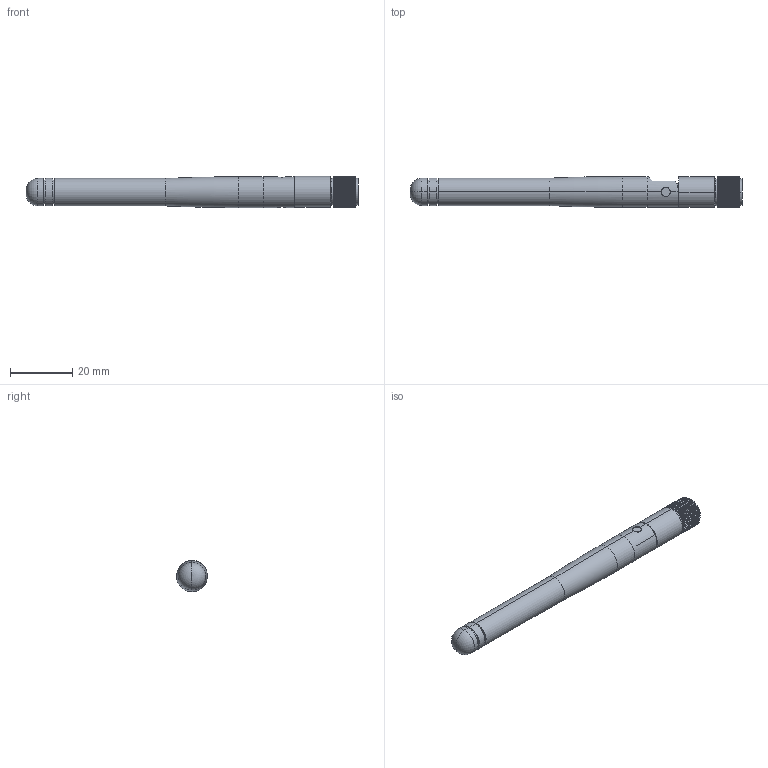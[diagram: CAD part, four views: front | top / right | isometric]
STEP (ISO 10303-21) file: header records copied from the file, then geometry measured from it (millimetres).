
FILE_DESCRIPTION (( 'STEP AP214' ), '1' );
FILE_NAME ('FM51080_3D.step', '2023-01-17T20:50:14', ( '' ), ( '' ), 'SwSTEP 2.0', 'SolidWorks 2022', '' );
FILE_SCHEMA (( 'AUTOMOTIVE_DESIGN' ));
Length unit declared in the file: inch
Products named in the file (4): FM51077-RSP_SWIVEL; FM51080_3D; FM51077-RSP_ANTENNA-lower; FM51077-ANTENNA-upper
Assembly tree (3 placements, depth 2):
  FM51080_3D
    FM51077-RSP_ANTENNA-lower
    FM51077-RSP_SWIVEL
    FM51077-ANTENNA-upper
Bounding box: 106.8 x 9.97 x 10.04 mm (x, y, z)
Volume: 6690.2 mm3; surface area: 4251 mm2
Topology: 3 solids, 3 shells, 313 faces, 835 edges, 539 vertices
Faces by surface type: cylinder 154, plane 129, cone 24, torus 6
Entity records: 12991 total; most frequent: CARTESIAN_POINT 1818, DIRECTION 1799, ORIENTED_EDGE 1666, EDGE_CURVE 833, AXIS2_PLACEMENT_3D 654, VERTEX_POINT 539, LINE 491, VECTOR 491
